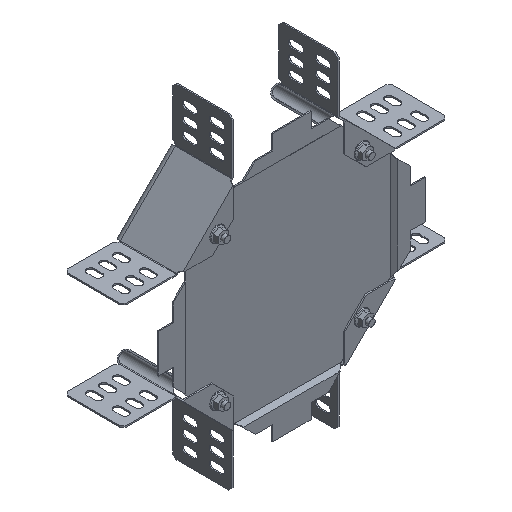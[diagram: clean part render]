
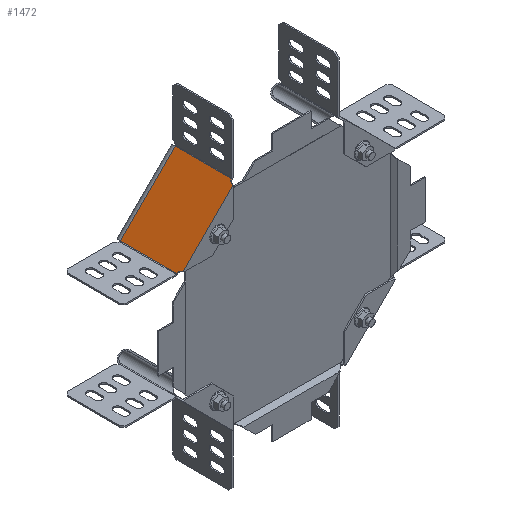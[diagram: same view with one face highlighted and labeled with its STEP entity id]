
A CAD part, isometric view. The second image highlights one B-rep face of the part: STEP entity #1472.
In plain terms, the highlighted face is planar.
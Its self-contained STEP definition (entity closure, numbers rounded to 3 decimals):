
#144 = DIRECTION ( 'NONE',  ( -1., 0., 0. ) ) ;
#182 = VECTOR ( 'NONE', #4583, 1000. ) ;
#224 = VECTOR ( 'NONE', #1764, 1000. ) ;
#246 = EDGE_CURVE ( 'NONE', #1353, #2254, #1219, .T. ) ;
#285 = ORIENTED_EDGE ( 'NONE', *, *, #2519, .T. ) ;
#371 = CARTESIAN_POINT ( 'NONE',  ( 36., 75., 0. ) ) ;
#403 = CARTESIAN_POINT ( 'NONE',  ( 32.974, 18.236, 0. ) ) ;
#484 = LINE ( 'NONE', #7346, #1048 ) ;
#511 = VERTEX_POINT ( 'NONE', #5916 ) ;
#591 = DIRECTION ( 'NONE',  ( 1., 0., 0. ) ) ;
#647 = CARTESIAN_POINT ( 'NONE',  ( -36., 75., 0. ) ) ;
#739 = EDGE_CURVE ( 'NONE', #511, #1353, #1163, .T. ) ;
#754 = CARTESIAN_POINT ( 'NONE',  ( -32.837, 17.851, 0. ) ) ;
#816 = LINE ( 'NONE', #3165, #1119 ) ;
#956 = CARTESIAN_POINT ( 'NONE',  ( 32.728, 17.46, 0. ) ) ;
#968 = ORIENTED_EDGE ( 'NONE', *, *, #246, .F. ) ;
#997 = CARTESIAN_POINT ( 'NONE',  ( 35., 21., 0. ) ) ;
#1004 = VECTOR ( 'NONE', #144, 1000. ) ;
#1032 = CARTESIAN_POINT ( 'NONE',  ( 33.71, 19.71, 0. ) ) ;
#1040 = ORIENTED_EDGE ( 'NONE', *, *, #4267, .T. ) ;
#1048 = VECTOR ( 'NONE', #2757, 1000. ) ;
#1074 = CARTESIAN_POINT ( 'NONE',  ( -37.039, 17.46, 0. ) ) ;
#1119 = VECTOR ( 'NONE', #3812, 1000. ) ;
#1163 = LINE ( 'NONE', #2963, #224 ) ;
#1170 = VERTEX_POINT ( 'NONE', #956 ) ;
#1219 = LINE ( 'NONE', #3480, #3410 ) ;
#1242 = DIRECTION ( 'NONE',  ( 1., 0., 0. ) ) ;
#1279 = CARTESIAN_POINT ( 'NONE',  ( 36., 21., 0. ) ) ;
#1298 = LINE ( 'NONE', #5778, #1004 ) ;
#1343 = ORIENTED_EDGE ( 'NONE', *, *, #4412, .F. ) ;
#1353 = VERTEX_POINT ( 'NONE', #2750 ) ;
#1375 = VECTOR ( 'NONE', #591, 1000. ) ;
#1472 = ADVANCED_FACE ( 'NONE', ( #5770 ), #7000, .F. ) ;
#1590 = ORIENTED_EDGE ( 'NONE', *, *, #6085, .F. ) ;
#1764 = DIRECTION ( 'NONE',  ( 1., 0., 0. ) ) ;
#1775 = LINE ( 'NONE', #647, #182 ) ;
#1776 = DIRECTION ( 'NONE',  ( 0., 0., 1. ) ) ;
#1911 = CARTESIAN_POINT ( 'NONE',  ( -33.71, 19.71, 0. ) ) ;
#2013 = DIRECTION ( 'NONE',  ( 0., -1., 0. ) ) ;
#2254 = VERTEX_POINT ( 'NONE', #3169 ) ;
#2393 = VERTEX_POINT ( 'NONE', #4480 ) ;
#2519 = EDGE_CURVE ( 'NONE', #6815, #1170, #5691, .T. ) ;
#2680 = CARTESIAN_POINT ( 'NONE',  ( 32.837, 17.851, 0. ) ) ;
#2750 = CARTESIAN_POINT ( 'NONE',  ( -35., 21., 0. ) ) ;
#2757 = DIRECTION ( 'NONE',  ( 1., 0., 0. ) ) ;
#2963 = CARTESIAN_POINT ( 'NONE',  ( -35., 21., 0. ) ) ;
#2985 = DIRECTION ( 'NONE',  ( 0.707, -0.707, 0. ) ) ;
#3067 = VERTEX_POINT ( 'NONE', #1279 ) ;
#3165 = CARTESIAN_POINT ( 'NONE',  ( 14., 0., 0. ) ) ;
#3169 = CARTESIAN_POINT ( 'NONE',  ( -33.71, 19.71, 0. ) ) ;
#3232 = VERTEX_POINT ( 'NONE', #3342 ) ;
#3322 = CARTESIAN_POINT ( 'NONE',  ( 33.312, 18.989, 0. ) ) ;
#3342 = CARTESIAN_POINT ( 'NONE',  ( -32.728, 17.46, 0. ) ) ;
#3410 = VECTOR ( 'NONE', #2985, 1000. ) ;
#3480 = CARTESIAN_POINT ( 'NONE',  ( -14., 0., 0. ) ) ;
#3509 = VERTEX_POINT ( 'NONE', #4526 ) ;
#3655 = CARTESIAN_POINT ( 'NONE',  ( -37.039, 75., 0. ) ) ;
#3812 = DIRECTION ( 'NONE',  ( 0.707, 0.707, 0. ) ) ;
#3827 = ORIENTED_EDGE ( 'NONE', *, *, #5230, .F. ) ;
#3977 = EDGE_LOOP ( 'NONE', ( #6276, #1040, #1343, #4383, #285, #6523, #3827, #968, #4518, #1590 ) ) ;
#4089 = CARTESIAN_POINT ( 'NONE',  ( -32.728, 17.46, 0. ) ) ;
#4149 = CARTESIAN_POINT ( 'NONE',  ( 33.71, 19.71, 0. ) ) ;
#4267 = EDGE_CURVE ( 'NONE', #2393, #3067, #7128, .T. ) ;
#4321 = VERTEX_POINT ( 'NONE', #997 ) ;
#4383 = ORIENTED_EDGE ( 'NONE', *, *, #7046, .F. ) ;
#4412 = EDGE_CURVE ( 'NONE', #4321, #3067, #484, .T. ) ;
#4415 = CARTESIAN_POINT ( 'NONE',  ( 32.728, 17.46, 0. ) ) ;
#4456 = B_SPLINE_CURVE_WITH_KNOTS ( 'NONE', 3,
 ( #1911, #5832, #5865, #7026, #754, #4089 ),
 .UNSPECIFIED., .F., .F.,
 ( 4, 2, 4 ),
 ( 0.001, 0.002, 0.004 ),
 .UNSPECIFIED. ) ;
#4480 = CARTESIAN_POINT ( 'NONE',  ( 36., 73.5, 0. ) ) ;
#4518 = ORIENTED_EDGE ( 'NONE', *, *, #739, .F. ) ;
#4526 = CARTESIAN_POINT ( 'NONE',  ( -36., 73.5, 0. ) ) ;
#4583 = DIRECTION ( 'NONE',  ( 0., -1., 0. ) ) ;
#4997 = VECTOR ( 'NONE', #2013, 1000. ) ;
#5012 = LINE ( 'NONE', #1074, #1375 ) ;
#5067 = CARTESIAN_POINT ( 'NONE',  ( 33.51, 19.35, 0. ) ) ;
#5230 = EDGE_CURVE ( 'NONE', #2254, #3232, #4456, .T. ) ;
#5691 = B_SPLINE_CURVE_WITH_KNOTS ( 'NONE', 3,
 ( #1032, #5067, #3322, #403, #2680, #4415 ),
 .UNSPECIFIED., .F., .F.,
 ( 4, 2, 4 ),
 ( 0.001, 0.002, 0.004 ),
 .UNSPECIFIED. ) ;
#5770 = FACE_OUTER_BOUND ( 'NONE', #3977, .T. ) ;
#5778 = CARTESIAN_POINT ( 'NONE',  ( -37.039, 73.5, 0. ) ) ;
#5832 = CARTESIAN_POINT ( 'NONE',  ( -33.51, 19.35, 0. ) ) ;
#5865 = CARTESIAN_POINT ( 'NONE',  ( -33.312, 18.989, 0. ) ) ;
#5916 = CARTESIAN_POINT ( 'NONE',  ( -36., 21., 0. ) ) ;
#6085 = EDGE_CURVE ( 'NONE', #3509, #511, #1775, .T. ) ;
#6276 = ORIENTED_EDGE ( 'NONE', *, *, #6865, .F. ) ;
#6401 = AXIS2_PLACEMENT_3D ( 'NONE', #3655, #1776, #1242 ) ;
#6523 = ORIENTED_EDGE ( 'NONE', *, *, #6760, .F. ) ;
#6760 = EDGE_CURVE ( 'NONE', #3232, #1170, #5012, .T. ) ;
#6815 = VERTEX_POINT ( 'NONE', #4149 ) ;
#6865 = EDGE_CURVE ( 'NONE', #2393, #3509, #1298, .T. ) ;
#7000 = PLANE ( 'NONE',  #6401 ) ;
#7026 = CARTESIAN_POINT ( 'NONE',  ( -32.974, 18.236, 0. ) ) ;
#7046 = EDGE_CURVE ( 'NONE', #6815, #4321, #816, .T. ) ;
#7128 = LINE ( 'NONE', #371, #4997 ) ;
#7346 = CARTESIAN_POINT ( 'NONE',  ( 35., 21., 0. ) ) ;
